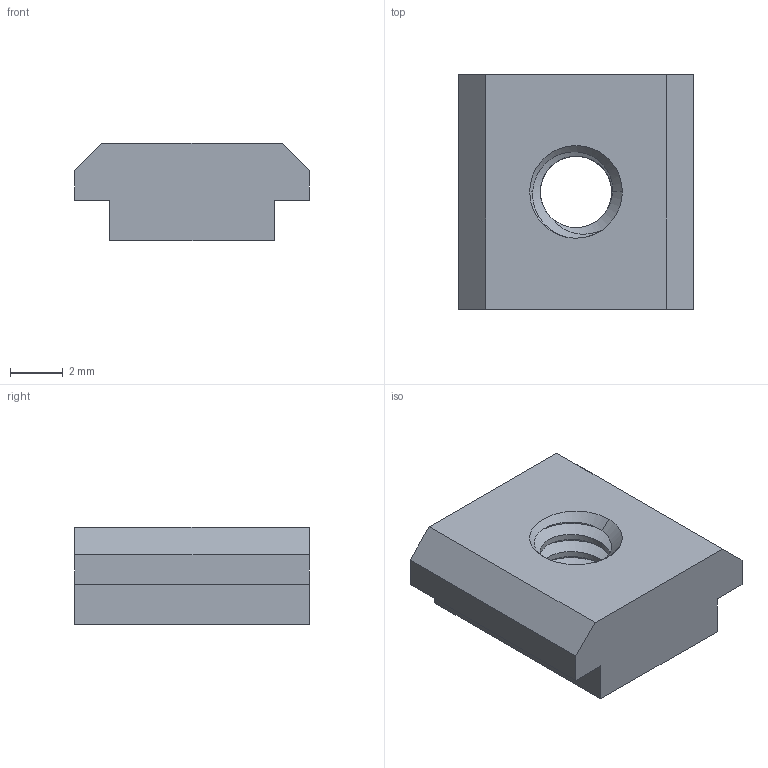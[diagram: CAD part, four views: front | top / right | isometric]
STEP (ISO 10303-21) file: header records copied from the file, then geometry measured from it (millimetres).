
FILE_DESCRIPTION (( 'STEP AP203' ), '1' );
FILE_NAME ('585717.STEP', '2017-07-05T19:05:14', ( '' ), ( '' ), 'SwSTEP 2.0', 'SolidWorks 2016', '' );
FILE_SCHEMA (( 'CONFIG_CONTROL_DESIGN' ));
Length unit declared in the file: inch
Products named in the file (1): 585717
Bounding box: 8.89 x 8.89 x 3.68 mm (x, y, z)
Volume: 217.9 mm3; surface area: 305.2 mm2
Topology: 1 solids, 1 shells, 38 faces, 104 edges, 68 vertices
Faces by surface type: cylinder 18, plane 12, cone 6, bspline 2
Entity records: 2415 total; most frequent: CARTESIAN_POINT 1489, ORIENTED_EDGE 208, DIRECTION 144, EDGE_CURVE 104, VERTEX_POINT 68, LINE 50, VECTOR 50, AXIS2_PLACEMENT_3D 47
